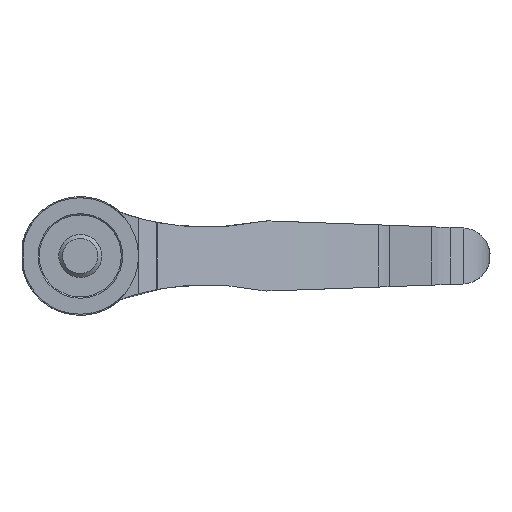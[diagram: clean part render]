
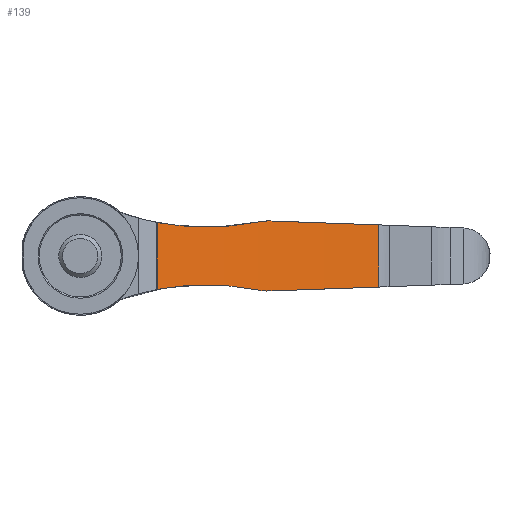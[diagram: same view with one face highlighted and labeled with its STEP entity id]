
A CAD part, front view. The second image highlights one B-rep face of the part: STEP entity #139.
In plain terms, the highlighted cylindrical face has radius 252.32 mm (diameter 504.64 mm), a partial arc.
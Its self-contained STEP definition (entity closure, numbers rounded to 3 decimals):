
#139 = ADVANCED_FACE( '', ( #309 ), #310, .F. );
#309 = FACE_OUTER_BOUND( '', #509, .T. );
#310 = CYLINDRICAL_SURFACE( '', #510, 252.32 );
#509 = EDGE_LOOP( '', ( #853, #854, #855, #856, #857, #858, #859, #860 ) );
#510 = AXIS2_PLACEMENT_3D( '', #861, #862, #863 );
#853 = ORIENTED_EDGE( '', *, *, #1237, .T. );
#854 = ORIENTED_EDGE( '', *, *, #1163, .F. );
#855 = ORIENTED_EDGE( '', *, *, #1249, .T. );
#856 = ORIENTED_EDGE( '', *, *, #1143, .T. );
#857 = ORIENTED_EDGE( '', *, *, #1250, .F. );
#858 = ORIENTED_EDGE( '', *, *, #1251, .T. );
#859 = ORIENTED_EDGE( '', *, *, #1252, .T. );
#860 = ORIENTED_EDGE( '', *, *, #1219, .F. );
#861 = CARTESIAN_POINT( '', ( 132.162, -195.671, 27.5 ) );
#862 = DIRECTION( '', ( 0., 0., 1. ) );
#863 = DIRECTION( '', ( -1., 0., 0. ) );
#1143 = EDGE_CURVE( '', #1355, #1353, #1356, .F. );
#1163 = EDGE_CURVE( '', #1389, #1391, #1392, .T. );
#1219 = EDGE_CURVE( '', #1482, #1484, #1485, .T. );
#1237 = EDGE_CURVE( '', #1482, #1391, #1510, .T. );
#1249 = EDGE_CURVE( '', #1389, #1355, #1524, .T. );
#1250 = EDGE_CURVE( '', #1525, #1353, #1526, .T. );
#1251 = EDGE_CURVE( '', #1525, #1527, #1528, .F. );
#1252 = EDGE_CURVE( '', #1527, #1484, #1529, .T. );
#1353 = VERTEX_POINT( '', #1655 );
#1355 = VERTEX_POINT( '', #1657 );
#1356 = ELLIPSE( '', #1658, 252.486, 252.32 );
#1389 = VERTEX_POINT( '', #1700 );
#1391 = VERTEX_POINT( '', #1703 );
#1392 = B_SPLINE_CURVE_WITH_KNOTS( '', 3, ( #1704, #1705, #1706, #1707, #1708, #1709 ), .UNSPECIFIED., .F., .F., ( 4, 2, 4 ), ( 0., 0.013, 0.025 ), .UNSPECIFIED. );
#1482 = VERTEX_POINT( '', #1916 );
#1484 = VERTEX_POINT( '', #1921 );
#1485 = B_SPLINE_CURVE_WITH_KNOTS( '', 3, ( #1922, #1923, #1924, #1925, #1926, #1927 ), .UNSPECIFIED., .F., .F., ( 4, 2, 4 ), ( 0., 0.013, 0.025 ), .UNSPECIFIED. );
#1510 = LINE( '', #1971, #1972 );
#1524 = B_SPLINE_CURVE_WITH_KNOTS( '', 3, ( #2013, #2014, #2015, #2016 ), .UNSPECIFIED., .F., .F., ( 4, 4 ), ( 0., 0.003 ), .UNSPECIFIED. );
#1525 = VERTEX_POINT( '', #2017 );
#1526 = LINE( '', #2018, #2019 );
#1527 = VERTEX_POINT( '', #2020 );
#1528 = ELLIPSE( '', #2021, 252.486, 252.32 );
#1529 = B_SPLINE_CURVE_WITH_KNOTS( '', 3, ( #2022, #2023, #2024, #2025 ), .UNSPECIFIED., .F., .F., ( 4, 4 ), ( 0., 0.003 ), .UNSPECIFIED. );
#1655 = CARTESIAN_POINT( '', ( 69.134, 48.65, -7.203 ) );
#1657 = CARTESIAN_POINT( '', ( 43.967, 40.734, -8.117 ) );
#1658 = AXIS2_PLACEMENT_3D( '', #2340, #2341, #2342 );
#1700 = CARTESIAN_POINT( '', ( 41.13, 39.656, -7.875 ) );
#1703 = CARTESIAN_POINT( '', ( 17.866, 29.278, -7.733 ) );
#1704 = CARTESIAN_POINT( '', ( 41.13, 39.656, -7.875 ) );
#1705 = CARTESIAN_POINT( '', ( 37.17, 38.124, -7.043 ) );
#1706 = CARTESIAN_POINT( '', ( 33.25, 36.493, -6.645 ) );
#1707 = CARTESIAN_POINT( '', ( 25.496, 33.033, -6.616 ) );
#1708 = CARTESIAN_POINT( '', ( 21.66, 31.205, -6.984 ) );
#1709 = CARTESIAN_POINT( '', ( 17.866, 29.278, -7.733 ) );
#1916 = CARTESIAN_POINT( '', ( 17.866, 29.278, 7.733 ) );
#1921 = CARTESIAN_POINT( '', ( 41.13, 39.656, 7.875 ) );
#1922 = CARTESIAN_POINT( '', ( 17.866, 29.278, 7.733 ) );
#1923 = CARTESIAN_POINT( '', ( 21.66, 31.205, 6.984 ) );
#1924 = CARTESIAN_POINT( '', ( 25.496, 33.033, 6.616 ) );
#1925 = CARTESIAN_POINT( '', ( 33.25, 36.493, 6.645 ) );
#1926 = CARTESIAN_POINT( '', ( 37.17, 38.124, 7.043 ) );
#1927 = CARTESIAN_POINT( '', ( 41.13, 39.656, 7.875 ) );
#1971 = CARTESIAN_POINT( '', ( 17.866, 29.278, 27.5 ) );
#1972 = VECTOR( '', #2455, 1000. );
#2013 = CARTESIAN_POINT( '', ( 41.13, 39.656, -7.875 ) );
#2014 = CARTESIAN_POINT( '', ( 42.065, 40.017, -8.071 ) );
#2015 = CARTESIAN_POINT( '', ( 43.011, 40.377, -8.152 ) );
#2016 = CARTESIAN_POINT( '', ( 43.967, 40.734, -8.117 ) );
#2017 = CARTESIAN_POINT( '', ( 69.134, 48.65, 7.203 ) );
#2018 = CARTESIAN_POINT( '', ( 69.134, 48.65, 27.5 ) );
#2019 = VECTOR( '', #2467, 1000. );
#2020 = CARTESIAN_POINT( '', ( 43.967, 40.734, 8.117 ) );
#2021 = AXIS2_PLACEMENT_3D( '', #2468, #2469, #2470 );
#2022 = CARTESIAN_POINT( '', ( 43.967, 40.734, 8.117 ) );
#2023 = CARTESIAN_POINT( '', ( 43.011, 40.377, 8.152 ) );
#2024 = CARTESIAN_POINT( '', ( 42.065, 40.017, 8.071 ) );
#2025 = CARTESIAN_POINT( '', ( 41.13, 39.656, 7.875 ) );
#2340 = CARTESIAN_POINT( '', ( 132.162, -195.671, -4.914 ) );
#2341 = DIRECTION( '', ( -0.036, 0., 0.999 ) );
#2342 = DIRECTION( '', ( -0.999, 0., -0.036 ) );
#2455 = DIRECTION( '', ( 0., 0., -1. ) );
#2467 = DIRECTION( '', ( 0., 0., -1. ) );
#2468 = CARTESIAN_POINT( '', ( 132.162, -195.671, 4.914 ) );
#2469 = DIRECTION( '', ( -0.036, 0., -0.999 ) );
#2470 = DIRECTION( '', ( 0.999, 0., -0.036 ) );
